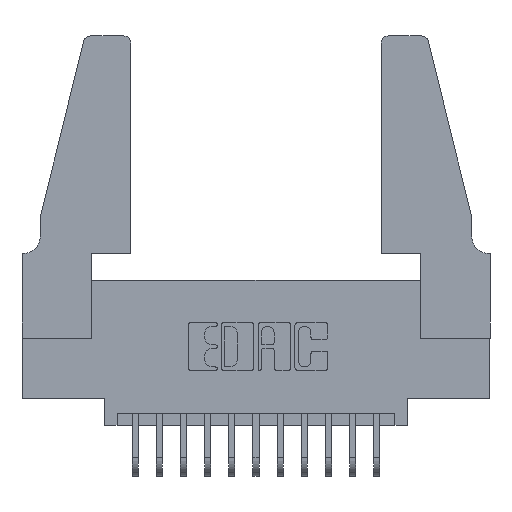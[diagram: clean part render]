
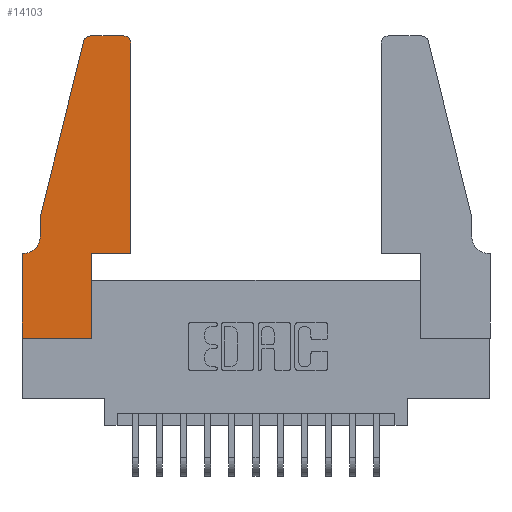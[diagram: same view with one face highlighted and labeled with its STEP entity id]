
A CAD part, top view. The second image highlights one B-rep face of the part: STEP entity #14103.
In plain terms, the highlighted planar face has unit normal (0, 0, 1).
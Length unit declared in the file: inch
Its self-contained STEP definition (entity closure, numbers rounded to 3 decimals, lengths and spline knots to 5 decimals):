
#298 = CARTESIAN_POINT ( 'NONE',  ( 0.4505, 0.35, 0.37 ) ) ;
#633 = DIRECTION ( 'NONE',  ( 0., 0., 1. ) ) ;
#657 = VECTOR ( 'NONE', #1647, 39.37008 ) ;
#709 = ORIENTED_EDGE ( 'NONE', *, *, #16207, .T. ) ;
#874 = ORIENTED_EDGE ( 'NONE', *, *, #885, .T. ) ;
#885 = EDGE_CURVE ( 'NONE', #11623, #9407, #14862, .T. ) ;
#1078 = DIRECTION ( 'NONE',  ( 1., 0., 0. ) ) ;
#1480 = VECTOR ( 'NONE', #15036, 39.37008 ) ;
#1616 = CARTESIAN_POINT ( 'NONE',  ( 0.0755, 0.5, 0.37 ) ) ;
#1625 = LINE ( 'NONE', #15920, #12173 ) ;
#1647 = DIRECTION ( 'NONE',  ( 1., 0., 0. ) ) ;
#1726 = VECTOR ( 'NONE', #6830, 39.37008 ) ;
#2074 = EDGE_CURVE ( 'NONE', #3480, #14600, #4373, .T. ) ;
#2146 = ORIENTED_EDGE ( 'NONE', *, *, #10797, .T. ) ;
#2295 = LINE ( 'NONE', #2502, #6554 ) ;
#2304 = EDGE_CURVE ( 'NONE', #12903, #5729, #2295, .T. ) ;
#2355 = EDGE_CURVE ( 'NONE', #13165, #3480, #3753, .T. ) ;
#2502 = CARTESIAN_POINT ( 'NONE',  ( 0.4505, 0.35, 0.37 ) ) ;
#2649 = VERTEX_POINT ( 'NONE', #3973 ) ;
#2966 = AXIS2_PLACEMENT_3D ( 'NONE', #9674, #11708, #13011 ) ;
#3082 = VECTOR ( 'NONE', #6697, 39.37008 ) ;
#3425 = EDGE_CURVE ( 'NONE', #5729, #4984, #5314, .T. ) ;
#3480 = VERTEX_POINT ( 'NONE', #10527 ) ;
#3684 = DIRECTION ( 'NONE',  ( 0., 0., -1. ) ) ;
#3753 = LINE ( 'NONE', #9004, #5160 ) ;
#3973 = CARTESIAN_POINT ( 'NONE',  ( 0.4205, 1.25, 0.37 ) ) ;
#4301 = ORIENTED_EDGE ( 'NONE', *, *, #8229, .T. ) ;
#4373 = LINE ( 'NONE', #11226, #1480 ) ;
#4482 = CARTESIAN_POINT ( 'NONE',  ( 0.4505, 1.22, 0.37 ) ) ;
#4548 = CARTESIAN_POINT ( 'NONE',  ( 0.0755, 0.5, 0.37 ) ) ;
#4891 = ORIENTED_EDGE ( 'NONE', *, *, #11683, .T. ) ;
#4984 = VERTEX_POINT ( 'NONE', #4482 ) ;
#5042 = CARTESIAN_POINT ( 'NONE',  ( 0.284, 1.25, 0.37 ) ) ;
#5089 = ORIENTED_EDGE ( 'NONE', *, *, #12208, .T. ) ;
#5159 = EDGE_LOOP ( 'NONE', ( #13889, #14623, #874, #2146, #4301, #9912, #9770, #5089, #709, #9443, #13659, #4891 ) ) ;
#5160 = VECTOR ( 'NONE', #8952, 39.37008 ) ;
#5270 = DIRECTION ( 'NONE',  ( -0.239, -0.971, 0. ) ) ;
#5314 = LINE ( 'NONE', #298, #3082 ) ;
#5603 = EDGE_CURVE ( 'NONE', #2649, #15679, #1625, .T. ) ;
#5729 = VERTEX_POINT ( 'NONE', #13479 ) ;
#6056 = FACE_OUTER_BOUND ( 'NONE', #5159, .T. ) ;
#6254 = DIRECTION ( 'NONE',  ( 0., 0., 1. ) ) ;
#6554 = VECTOR ( 'NONE', #1078, 39.37008 ) ;
#6697 = DIRECTION ( 'NONE',  ( 0., 1., 0. ) ) ;
#6830 = DIRECTION ( 'NONE',  ( 0., -1., 0. ) ) ;
#7269 = CIRCLE ( 'NONE', #8845, 0.03 ) ;
#7558 = DIRECTION ( 'NONE',  ( -1., 0., 0. ) ) ;
#7982 = AXIS2_PLACEMENT_3D ( 'NONE', #10578, #633, #16229 ) ;
#8003 = CIRCLE ( 'NONE', #15077, 0.07 ) ;
#8156 = CARTESIAN_POINT ( 'NONE',  ( 0., 0., 0.37 ) ) ;
#8229 = EDGE_CURVE ( 'NONE', #14365, #13165, #8003, .T. ) ;
#8297 = VERTEX_POINT ( 'NONE', #12837 ) ;
#8797 = CARTESIAN_POINT ( 'NONE',  ( 0.2865, 0.35, 0.37 ) ) ;
#8845 = AXIS2_PLACEMENT_3D ( 'NONE', #14005, #6254, #12894 ) ;
#8952 = DIRECTION ( 'NONE',  ( -1., 0., 0. ) ) ;
#9004 = CARTESIAN_POINT ( 'NONE',  ( 0.0755, 0.35, 0.37 ) ) ;
#9035 = VECTOR ( 'NONE', #9627, 39.37008 ) ;
#9407 = VERTEX_POINT ( 'NONE', #4548 ) ;
#9443 = ORIENTED_EDGE ( 'NONE', *, *, #2304, .T. ) ;
#9627 = DIRECTION ( 'NONE',  ( 0., 1., 0. ) ) ;
#9674 = CARTESIAN_POINT ( 'NONE',  ( 0., 0.35, 0.37 ) ) ;
#9770 = ORIENTED_EDGE ( 'NONE', *, *, #2074, .T. ) ;
#9912 = ORIENTED_EDGE ( 'NONE', *, *, #2355, .T. ) ;
#10527 = CARTESIAN_POINT ( 'NONE',  ( 0., 0.35, 0.37 ) ) ;
#10578 = CARTESIAN_POINT ( 'NONE',  ( 0.4205, 1.22, 0.37 ) ) ;
#10601 = CARTESIAN_POINT ( 'NONE',  ( 0.0755, 0.5, 0.37 ) ) ;
#10797 = EDGE_CURVE ( 'NONE', #9407, #14365, #11451, .T. ) ;
#10950 = CARTESIAN_POINT ( 'NONE',  ( 0.2865, 0.35, 0.37 ) ) ;
#11020 = CIRCLE ( 'NONE', #7982, 0.03 ) ;
#11103 = CARTESIAN_POINT ( 'NONE',  ( 0.0055, 0.35, 0.37 ) ) ;
#11226 = CARTESIAN_POINT ( 'NONE',  ( 0., 0., 0.37 ) ) ;
#11242 = VECTOR ( 'NONE', #5270, 39.37008 ) ;
#11451 = LINE ( 'NONE', #1616, #1726 ) ;
#11614 = LINE ( 'NONE', #8156, #657 ) ;
#11623 = VERTEX_POINT ( 'NONE', #12766 ) ;
#11683 = EDGE_CURVE ( 'NONE', #4984, #2649, #11020, .T. ) ;
#11708 = DIRECTION ( 'NONE',  ( 0., 0., 1. ) ) ;
#11787 = CARTESIAN_POINT ( 'NONE',  ( 0., 0., 0.37 ) ) ;
#11901 = LINE ( 'NONE', #10950, #9035 ) ;
#12173 = VECTOR ( 'NONE', #12524, 39.37008 ) ;
#12208 = EDGE_CURVE ( 'NONE', #14600, #8297, #11614, .T. ) ;
#12240 = PLANE ( 'NONE',  #2966 ) ;
#12524 = DIRECTION ( 'NONE',  ( -1., 0., 0. ) ) ;
#12766 = CARTESIAN_POINT ( 'NONE',  ( 0.25487, 1.22718, 0.37 ) ) ;
#12837 = CARTESIAN_POINT ( 'NONE',  ( 0.2865, 0., 0.37 ) ) ;
#12894 = DIRECTION ( 'NONE',  ( 1., 0., 0. ) ) ;
#12903 = VERTEX_POINT ( 'NONE', #8797 ) ;
#13011 = DIRECTION ( 'NONE',  ( 1., 0., 0. ) ) ;
#13165 = VERTEX_POINT ( 'NONE', #11103 ) ;
#13479 = CARTESIAN_POINT ( 'NONE',  ( 0.4505, 0.35, 0.37 ) ) ;
#13659 = ORIENTED_EDGE ( 'NONE', *, *, #3425, .T. ) ;
#13775 = CARTESIAN_POINT ( 'NONE',  ( 0.0755, 0.42, 0.37 ) ) ;
#13889 = ORIENTED_EDGE ( 'NONE', *, *, #5603, .T. ) ;
#14005 = CARTESIAN_POINT ( 'NONE',  ( 0.284, 1.22, 0.37 ) ) ;
#14103 = ADVANCED_FACE ( 'NONE', ( #6056 ), #12240, .T. ) ;
#14117 = CARTESIAN_POINT ( 'NONE',  ( 0.0055, 0.42, 0.37 ) ) ;
#14365 = VERTEX_POINT ( 'NONE', #13775 ) ;
#14600 = VERTEX_POINT ( 'NONE', #11787 ) ;
#14623 = ORIENTED_EDGE ( 'NONE', *, *, #15688, .T. ) ;
#14862 = LINE ( 'NONE', #10601, #11242 ) ;
#15036 = DIRECTION ( 'NONE',  ( 0., -1., 0. ) ) ;
#15077 = AXIS2_PLACEMENT_3D ( 'NONE', #14117, #3684, #7558 ) ;
#15679 = VERTEX_POINT ( 'NONE', #5042 ) ;
#15688 = EDGE_CURVE ( 'NONE', #15679, #11623, #7269, .T. ) ;
#15920 = CARTESIAN_POINT ( 'NONE',  ( 0.2605, 1.25, 0.37 ) ) ;
#16207 = EDGE_CURVE ( 'NONE', #8297, #12903, #11901, .T. ) ;
#16229 = DIRECTION ( 'NONE',  ( 1., 0., 0. ) ) ;
